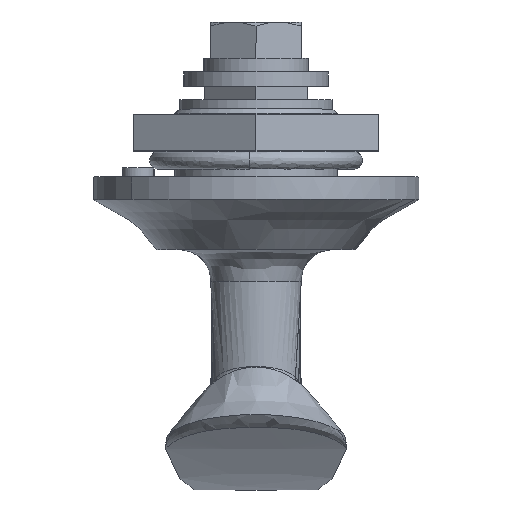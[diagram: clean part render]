
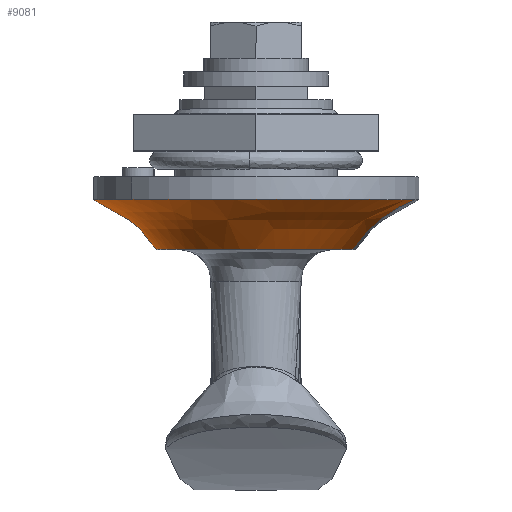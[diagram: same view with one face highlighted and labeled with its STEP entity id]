
A CAD part, top view. The second image highlights one B-rep face of the part: STEP entity #9081.
In plain terms, the highlighted free-form (B-spline) face has degree [2, 2] with [5, 3] control points.
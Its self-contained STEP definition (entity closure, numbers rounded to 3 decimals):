
#8738=CARTESIAN_POINT('',(5.499,13.687,11.69));
#8739=VERTEX_POINT('',#8738);
#8740=CARTESIAN_POINT('',(5.499,17.541,-4.037));
#8741=VERTEX_POINT('',#8740);
#8742=CARTESIAN_POINT('',(5.499,13.687,11.69));
#8743=CARTESIAN_POINT('',(5.499,18.,6.641));
#8744=CARTESIAN_POINT('',(5.499,18.0,0.0));
#8745=CARTESIAN_POINT('',(5.499,18.,-2.044));
#8746=CARTESIAN_POINT('',(5.499,17.541,-4.037));
#8754=(BOUNDED_CURVE()B_SPLINE_CURVE(2,(#8742,#8743,#8744,#8745,#8746),.UNSPECIFIED.,.F.,.U.)B_SPLINE_CURVE_WITH_KNOTS((3,2,3),(0.137,0.25,0.288),.UNSPECIFIED.)CURVE()GEOMETRIC_REPRESENTATION_ITEM()RATIONAL_B_SPLINE_CURVE((0.855,0.867,1.0,0.955,0.924))REPRESENTATION_ITEM(''));
#8755=EDGE_CURVE('',#8739,#8741,#8754,.T.);
#8852=CARTESIAN_POINT('',(5.499,0.0,18.0));
#8853=VERTEX_POINT('',#8852);
#8854=CARTESIAN_POINT('',(5.499,0.0,18.0));
#8855=CARTESIAN_POINT('',(5.499,8.298,18.));
#8856=CARTESIAN_POINT('',(5.499,13.687,11.69));
#8864=(BOUNDED_CURVE()B_SPLINE_CURVE(2,(#8854,#8855,#8856),.UNSPECIFIED.,.F.,.U.)B_SPLINE_CURVE_WITH_KNOTS((3,3),(0.0,0.137),.UNSPECIFIED.)CURVE()GEOMETRIC_REPRESENTATION_ITEM()RATIONAL_B_SPLINE_CURVE((1.0,0.84,0.855))REPRESENTATION_ITEM(''));
#8865=EDGE_CURVE('',#8853,#8739,#8864,.T.);
#8867=CARTESIAN_POINT('',(5.499,-17.541,4.037));
#8868=VERTEX_POINT('',#8867);
#8869=CARTESIAN_POINT('',(5.499,-17.541,4.037));
#8870=CARTESIAN_POINT('',(5.499,-14.328,18.));
#8871=CARTESIAN_POINT('',(5.499,0.0,18.0));
#8879=(BOUNDED_CURVE()B_SPLINE_CURVE(2,(#8869,#8870,#8871),.UNSPECIFIED.,.F.,.U.)B_SPLINE_CURVE_WITH_KNOTS((3,3),(0.788,1.0),.UNSPECIFIED.)CURVE()GEOMETRIC_REPRESENTATION_ITEM()RATIONAL_B_SPLINE_CURVE((0.924,0.752,1.0))REPRESENTATION_ITEM(''));
#8880=EDGE_CURVE('',#8868,#8853,#8879,.T.);
#8955=CARTESIAN_POINT('',(0.,10.72,-2.467));
#8956=VERTEX_POINT('',#8955);
#8972=CARTESIAN_POINT('',(0.,10.72,-2.467));
#8973=CARTESIAN_POINT('',(3.837,13.298,-3.06));
#8974=CARTESIAN_POINT('',(5.499,17.541,-4.037));
#8982=(BOUNDED_CURVE()B_SPLINE_CURVE(2,(#8972,#8973,#8974),.UNSPECIFIED.,.F.,.U.)B_SPLINE_CURVE_WITH_KNOTS((3,3),(-1.498,-0.502),.UNSPECIFIED.)CURVE()GEOMETRIC_REPRESENTATION_ITEM()RATIONAL_B_SPLINE_CURVE((0.936,0.894,0.936))REPRESENTATION_ITEM(''));
#8983=EDGE_CURVE('',#8956,#8741,#8982,.T.);
#8988=CARTESIAN_POINT('',(0.,-10.72,2.467));
#8989=VERTEX_POINT('',#8988);
#8990=CARTESIAN_POINT('',(0.,-10.72,2.467));
#8991=CARTESIAN_POINT('',(3.837,-13.298,3.06));
#8992=CARTESIAN_POINT('',(5.499,-17.541,4.037));
#9000=(BOUNDED_CURVE()B_SPLINE_CURVE(2,(#8990,#8991,#8992),.UNSPECIFIED.,.F.,.U.)B_SPLINE_CURVE_WITH_KNOTS((3,3),(-1.498,-0.502),.UNSPECIFIED.)CURVE()GEOMETRIC_REPRESENTATION_ITEM()RATIONAL_B_SPLINE_CURVE((0.936,0.894,0.936))REPRESENTATION_ITEM(''));
#9001=EDGE_CURVE('',#8989,#8868,#9000,.T.);
#9021=CARTESIAN_POINT('',(-0.369,-10.48,2.412));
#9022=CARTESIAN_POINT('',(-0.369,-8.068,12.892));
#9023=CARTESIAN_POINT('',(-0.369,2.412,10.48));
#9024=CARTESIAN_POINT('',(-0.369,12.892,8.068));
#9025=CARTESIAN_POINT('',(-0.369,10.48,-2.412));
#9026=CARTESIAN_POINT('',(3.957,-13.206,3.039));
#9027=CARTESIAN_POINT('',(3.957,-10.167,16.246));
#9028=CARTESIAN_POINT('',(3.957,3.039,13.206));
#9029=CARTESIAN_POINT('',(3.957,16.246,10.167));
#9030=CARTESIAN_POINT('',(3.957,13.206,-3.039));
#9031=CARTESIAN_POINT('',(5.652,-17.948,4.13));
#9032=CARTESIAN_POINT('',(5.652,-13.817,22.078));
#9033=CARTESIAN_POINT('',(5.652,4.13,17.948));
#9034=CARTESIAN_POINT('',(5.652,22.078,13.817));
#9035=CARTESIAN_POINT('',(5.652,17.948,-4.13));
#9043=(BOUNDED_SURFACE()B_SPLINE_SURFACE(2,2,((#9021,#9026,#9031),(#9022,#9027,#9032),(#9023,#9028,#9033),(#9024,#9029,#9034),(#9025,#9030,#9035)),.UNSPECIFIED.,.F.,.F.,.U.)B_SPLINE_SURFACE_WITH_KNOTS((3,2,3),(3,3),(0.0,30.514,61.028),(0.0,10.016),.UNSPECIFIED.)GEOMETRIC_REPRESENTATION_ITEM()RATIONAL_B_SPLINE_SURFACE(((0.941,0.89,0.941),(0.665,0.629,0.665),(0.941,0.89,0.941),(0.665,0.629,0.665),(0.941,0.89,0.941)))REPRESENTATION_ITEM('')SURFACE());
#9044=CARTESIAN_POINT('',(0.0,0.0,11.));
#9045=VERTEX_POINT('',#9044);
#9046=CARTESIAN_POINT('',(0.0,0.0,11.));
#9047=CARTESIAN_POINT('',(0.0,11.,11.));
#9048=CARTESIAN_POINT('',(0.0,11.,0.0));
#9049=CARTESIAN_POINT('',(0.0,11.,-1.249));
#9050=CARTESIAN_POINT('',(0.,10.72,-2.467));
#9058=(BOUNDED_CURVE()B_SPLINE_CURVE(2,(#9046,#9047,#9048,#9049,#9050),.UNSPECIFIED.,.F.,.U.)B_SPLINE_CURVE_WITH_KNOTS((3,2,3),(0.0,0.25,0.288),.UNSPECIFIED.)CURVE()GEOMETRIC_REPRESENTATION_ITEM()RATIONAL_B_SPLINE_CURVE((1.0,0.707,1.0,0.955,0.924))REPRESENTATION_ITEM(''));
#9059=EDGE_CURVE('',#9045,#8956,#9058,.T.);
#9060=ORIENTED_EDGE('',*,*,#9059,.F.);
#9061=CARTESIAN_POINT('',(0.,-10.72,2.467));
#9062=CARTESIAN_POINT('',(0.0,-8.756,11.));
#9063=CARTESIAN_POINT('',(0.0,0.0,11.));
#9071=(BOUNDED_CURVE()B_SPLINE_CURVE(2,(#9061,#9062,#9063),.UNSPECIFIED.,.F.,.U.)B_SPLINE_CURVE_WITH_KNOTS((3,3),(0.788,1.0),.UNSPECIFIED.)CURVE()GEOMETRIC_REPRESENTATION_ITEM()RATIONAL_B_SPLINE_CURVE((0.924,0.752,1.0))REPRESENTATION_ITEM(''));
#9072=EDGE_CURVE('',#8989,#9045,#9071,.T.);
#9073=ORIENTED_EDGE('',*,*,#9072,.F.);
#9074=ORIENTED_EDGE('',*,*,#9001,.T.);
#9075=ORIENTED_EDGE('',*,*,#8880,.T.);
#9076=ORIENTED_EDGE('',*,*,#8865,.T.);
#9077=ORIENTED_EDGE('',*,*,#8755,.T.);
#9078=ORIENTED_EDGE('',*,*,#8983,.F.);
#9079=EDGE_LOOP('',(#9060,#9073,#9074,#9075,#9076,#9077,#9078));
#9080=FACE_OUTER_BOUND('',#9079,.T.);
#9081=ADVANCED_FACE('',(#9080),#9043,.F.);
